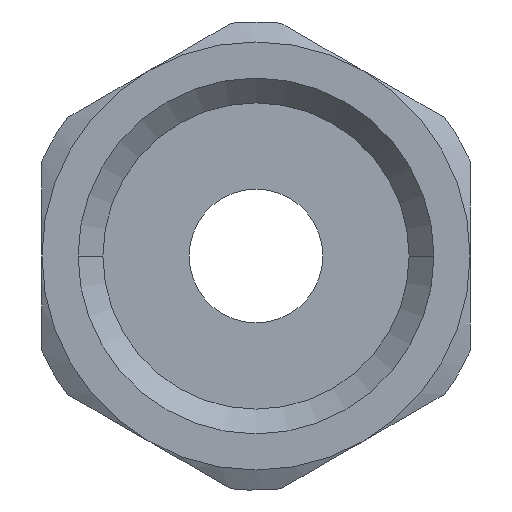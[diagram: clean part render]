
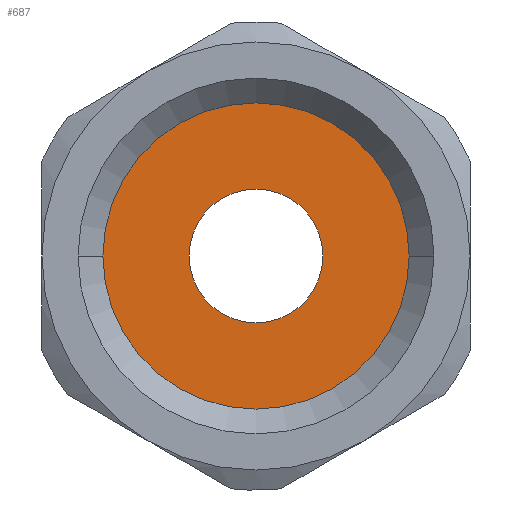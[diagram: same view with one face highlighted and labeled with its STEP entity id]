
A CAD part, front view. The second image highlights one B-rep face of the part: STEP entity #687.
In plain terms, the highlighted planar face has unit normal (0, -1, 0).
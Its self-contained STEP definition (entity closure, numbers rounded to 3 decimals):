
#687=ADVANCED_FACE('',(#1942,#1943),#1944,.F.);
#1942=FACE_OUTER_BOUND('',#3825,.T.);
#1943=FACE_BOUND('',#3826,.T.);
#1944=PLANE('',#3827);
#3825=EDGE_LOOP('',(#7225,#7226));
#3826=EDGE_LOOP('',(#7227,#7228));
#3827=AXIS2_PLACEMENT_3D('',#7229,#7230,#7231);
#7225=ORIENTED_EDGE('',*,*,#12615,.F.);
#7226=ORIENTED_EDGE('',*,*,#12616,.F.);
#7227=ORIENTED_EDGE('',*,*,#12617,.T.);
#7228=ORIENTED_EDGE('',*,*,#12618,.T.);
#7229=CARTESIAN_POINT('',(0.0,-1.0,0.0));
#7230=DIRECTION('',(0.0,1.0,0.0));
#7231=DIRECTION('',(1.0,0.0,-0.0));
#12615=EDGE_CURVE('',#14824,#14825,#14826,.T.);
#12616=EDGE_CURVE('',#14825,#14824,#14827,.T.);
#12617=EDGE_CURVE('',#14828,#14829,#14830,.T.);
#12618=EDGE_CURVE('',#14829,#14828,#14831,.T.);
#14824=VERTEX_POINT('',#18030);
#14825=VERTEX_POINT('',#18031);
#14826=CIRCLE('',#18032,5.723);
#14827=CIRCLE('',#18033,5.723);
#14828=VERTEX_POINT('',#18034);
#14829=VERTEX_POINT('',#18035);
#14830=CIRCLE('',#18036,2.5);
#14831=CIRCLE('',#18037,2.5);
#18030=CARTESIAN_POINT('',(5.723,-1.0,0.0));
#18031=CARTESIAN_POINT('',(-5.723,-1.0,0.));
#18032=AXIS2_PLACEMENT_3D('',#23544,#23545,#23546);
#18033=AXIS2_PLACEMENT_3D('',#23547,#23548,#23549);
#18034=CARTESIAN_POINT('',(-2.5,-1.0,0.0));
#18035=CARTESIAN_POINT('',(2.5,-1.0,0.));
#18036=AXIS2_PLACEMENT_3D('',#23550,#23551,#23552);
#18037=AXIS2_PLACEMENT_3D('',#23553,#23554,#23555);
#23544=CARTESIAN_POINT('',(0.0,-1.0,0.0));
#23545=DIRECTION('',(0.0,1.0,0.0));
#23546=DIRECTION('',(-1.0,0.0,0.0));
#23547=CARTESIAN_POINT('',(0.0,-1.0,0.0));
#23548=DIRECTION('',(0.0,1.0,0.0));
#23549=DIRECTION('',(-1.0,0.0,0.0));
#23550=CARTESIAN_POINT('',(0.0,-1.0,0.0));
#23551=DIRECTION('',(-0.0,1.0,0.0));
#23552=DIRECTION('',(1.0,0.0,0.0));
#23553=CARTESIAN_POINT('',(0.0,-1.0,0.0));
#23554=DIRECTION('',(-0.0,1.0,0.0));
#23555=DIRECTION('',(1.0,0.0,0.0));
